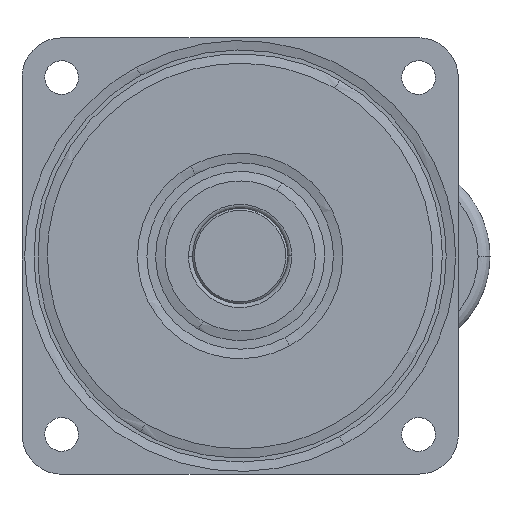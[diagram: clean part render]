
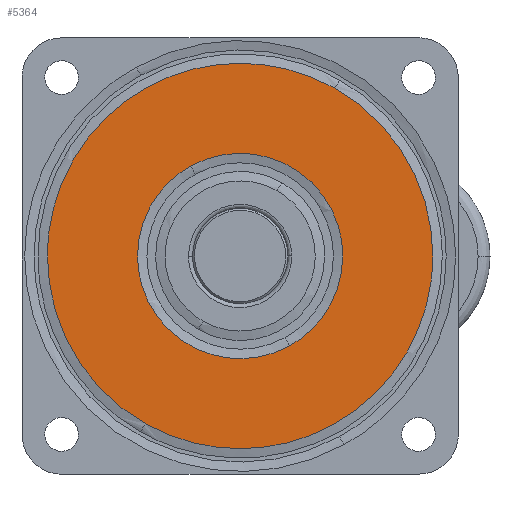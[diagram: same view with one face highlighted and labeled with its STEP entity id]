
A CAD part, top view. The second image highlights one B-rep face of the part: STEP entity #5364.
In plain terms, the highlighted free-form (B-spline) face has degree [1, 1] with [2, 2] control points.
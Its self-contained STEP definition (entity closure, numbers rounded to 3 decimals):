
#5158=CARTESIAN_POINT('',(-12.465,22.674,0.));
#5159=VERTEX_POINT('',#5158);
#5173=CARTESIAN_POINT('',(-25.875,0.0,0.0));
#5174=VERTEX_POINT('',#5173);
#5175=CARTESIAN_POINT('',(-25.875,0.0,0.0));
#5176=CARTESIAN_POINT('',(-25.875,15.302,0.));
#5177=CARTESIAN_POINT('',(-12.465,22.674,0.));
#5185=(BOUNDED_CURVE()B_SPLINE_CURVE(2,(#5175,#5176,#5177),.UNSPECIFIED.,.F.,.U.)B_SPLINE_CURVE_WITH_KNOTS((3,3),(0.0,0.168),.UNSPECIFIED.)CURVE()GEOMETRIC_REPRESENTATION_ITEM()RATIONAL_B_SPLINE_CURVE((1.0,0.803,0.871))REPRESENTATION_ITEM(''));
#5186=EDGE_CURVE('',#5174,#5159,#5185,.T.);
#5188=CARTESIAN_POINT('',(12.465,-22.674,0.));
#5189=VERTEX_POINT('',#5188);
#5190=CARTESIAN_POINT('',(12.465,-22.674,0.));
#5191=CARTESIAN_POINT('',(6.644,-25.875,0.));
#5192=CARTESIAN_POINT('',(0.,-25.875,0.));
#5193=CARTESIAN_POINT('',(-25.875,-25.875,0.));
#5194=CARTESIAN_POINT('',(-25.875,0.0,0.0));
#5202=(BOUNDED_CURVE()B_SPLINE_CURVE(2,(#5190,#5191,#5192,#5193,#5194),.UNSPECIFIED.,.F.,.U.)B_SPLINE_CURVE_WITH_KNOTS((3,2,3),(0.668,0.75,1.0),.UNSPECIFIED.)CURVE()GEOMETRIC_REPRESENTATION_ITEM()RATIONAL_B_SPLINE_CURVE((0.871,0.904,1.0,0.707,1.0))REPRESENTATION_ITEM(''));
#5203=EDGE_CURVE('',#5189,#5174,#5202,.T.);
#5252=CARTESIAN_POINT('',(25.875,0.0,0.0));
#5253=VERTEX_POINT('',#5252);
#5254=CARTESIAN_POINT('',(25.875,0.0,0.0));
#5255=CARTESIAN_POINT('',(25.875,-15.302,0.));
#5256=CARTESIAN_POINT('',(12.465,-22.674,0.));
#5264=(BOUNDED_CURVE()B_SPLINE_CURVE(2,(#5254,#5255,#5256),.UNSPECIFIED.,.F.,.U.)B_SPLINE_CURVE_WITH_KNOTS((3,3),(0.5,0.668),.UNSPECIFIED.)CURVE()GEOMETRIC_REPRESENTATION_ITEM()RATIONAL_B_SPLINE_CURVE((1.0,0.803,0.871))REPRESENTATION_ITEM(''));
#5265=EDGE_CURVE('',#5253,#5189,#5264,.T.);
#5267=CARTESIAN_POINT('',(-12.465,22.674,0.));
#5268=CARTESIAN_POINT('',(-6.644,25.875,0.));
#5269=CARTESIAN_POINT('',(0.,25.875,0.));
#5270=CARTESIAN_POINT('',(25.875,25.875,0.));
#5271=CARTESIAN_POINT('',(25.875,0.0,0.0));
#5279=(BOUNDED_CURVE()B_SPLINE_CURVE(2,(#5267,#5268,#5269,#5270,#5271),.UNSPECIFIED.,.F.,.U.)B_SPLINE_CURVE_WITH_KNOTS((3,2,3),(0.168,0.25,0.5),.UNSPECIFIED.)CURVE()GEOMETRIC_REPRESENTATION_ITEM()RATIONAL_B_SPLINE_CURVE((0.871,0.904,1.0,0.707,1.0))REPRESENTATION_ITEM(''));
#5280=EDGE_CURVE('',#5159,#5253,#5279,.T.);
#5287=CARTESIAN_POINT('',(-53.428,53.406,0.0));
#5288=CARTESIAN_POINT('',(53.428,53.406,0.0));
#5289=CARTESIAN_POINT('',(-53.428,-53.406,0.0));
#5290=CARTESIAN_POINT('',(53.428,-53.406,0.0));
#5291=B_SPLINE_SURFACE_WITH_KNOTS('',1,1,((#5287,#5289),(#5288,#5290)),.UNSPECIFIED.,.F.,.F.,.U.,(2,2),(2,2),(0.0,106.856),(0.0,106.812),.UNSPECIFIED.);
#5292=CARTESIAN_POINT('',(-48.575,0.0,0.0));
#5293=VERTEX_POINT('',#5292);
#5294=CARTESIAN_POINT('',(-23.934,-42.269,0.));
#5295=VERTEX_POINT('',#5294);
#5296=CARTESIAN_POINT('',(-48.575,0.0,0.0));
#5297=CARTESIAN_POINT('',(-48.575,-28.317,0.));
#5298=CARTESIAN_POINT('',(-23.934,-42.269,0.));
#5306=(BOUNDED_CURVE()B_SPLINE_CURVE(2,(#5296,#5297,#5298),.UNSPECIFIED.,.F.,.U.)B_SPLINE_CURVE_WITH_KNOTS((3,3),(0.0,0.166),.UNSPECIFIED.)CURVE()GEOMETRIC_REPRESENTATION_ITEM()RATIONAL_B_SPLINE_CURVE((1.0,0.805,0.869))REPRESENTATION_ITEM(''));
#5307=EDGE_CURVE('',#5293,#5295,#5306,.T.);
#5308=ORIENTED_EDGE('',*,*,#5307,.T.);
#5309=CARTESIAN_POINT('',(48.575,0.0,0.0));
#5310=VERTEX_POINT('',#5309);
#5311=CARTESIAN_POINT('',(-23.934,-42.269,0.));
#5312=CARTESIAN_POINT('',(-12.798,-48.575,0.));
#5313=CARTESIAN_POINT('',(0.,-48.575,0.));
#5314=CARTESIAN_POINT('',(48.575,-48.575,0.));
#5315=CARTESIAN_POINT('',(48.575,0.0,0.0));
#5323=(BOUNDED_CURVE()B_SPLINE_CURVE(2,(#5311,#5312,#5313,#5314,#5315),.UNSPECIFIED.,.F.,.U.)B_SPLINE_CURVE_WITH_KNOTS((3,2,3),(0.166,0.25,0.5),.UNSPECIFIED.)CURVE()GEOMETRIC_REPRESENTATION_ITEM()RATIONAL_B_SPLINE_CURVE((0.869,0.902,1.0,0.707,1.0))REPRESENTATION_ITEM(''));
#5324=EDGE_CURVE('',#5295,#5310,#5323,.T.);
#5325=ORIENTED_EDGE('',*,*,#5324,.T.);
#5326=CARTESIAN_POINT('',(23.934,42.269,0.));
#5327=VERTEX_POINT('',#5326);
#5328=CARTESIAN_POINT('',(48.575,0.0,0.0));
#5329=CARTESIAN_POINT('',(48.575,28.317,0.));
#5330=CARTESIAN_POINT('',(23.934,42.269,0.));
#5338=(BOUNDED_CURVE()B_SPLINE_CURVE(2,(#5328,#5329,#5330),.UNSPECIFIED.,.F.,.U.)B_SPLINE_CURVE_WITH_KNOTS((3,3),(0.5,0.666),.UNSPECIFIED.)CURVE()GEOMETRIC_REPRESENTATION_ITEM()RATIONAL_B_SPLINE_CURVE((1.0,0.805,0.869))REPRESENTATION_ITEM(''));
#5339=EDGE_CURVE('',#5310,#5327,#5338,.T.);
#5340=ORIENTED_EDGE('',*,*,#5339,.T.);
#5341=CARTESIAN_POINT('',(23.934,42.269,0.));
#5342=CARTESIAN_POINT('',(12.798,48.575,0.));
#5343=CARTESIAN_POINT('',(0.,48.575,0.));
#5344=CARTESIAN_POINT('',(-48.575,48.575,0.));
#5345=CARTESIAN_POINT('',(-48.575,0.0,0.0));
#5353=(BOUNDED_CURVE()B_SPLINE_CURVE(2,(#5341,#5342,#5343,#5344,#5345),.UNSPECIFIED.,.F.,.U.)B_SPLINE_CURVE_WITH_KNOTS((3,2,3),(0.666,0.75,1.0),.UNSPECIFIED.)CURVE()GEOMETRIC_REPRESENTATION_ITEM()RATIONAL_B_SPLINE_CURVE((0.869,0.902,1.0,0.707,1.0))REPRESENTATION_ITEM(''));
#5354=EDGE_CURVE('',#5327,#5293,#5353,.T.);
#5355=ORIENTED_EDGE('',*,*,#5354,.T.);
#5356=EDGE_LOOP('',(#5308,#5325,#5340,#5355));
#5357=FACE_OUTER_BOUND('',#5356,.T.);
#5358=ORIENTED_EDGE('',*,*,#5186,.T.);
#5359=ORIENTED_EDGE('',*,*,#5280,.T.);
#5360=ORIENTED_EDGE('',*,*,#5265,.T.);
#5361=ORIENTED_EDGE('',*,*,#5203,.T.);
#5362=EDGE_LOOP('',(#5358,#5359,#5360,#5361));
#5363=FACE_BOUND('',#5362,.T.);
#5364=ADVANCED_FACE('',(#5357,#5363),#5291,.F.);
